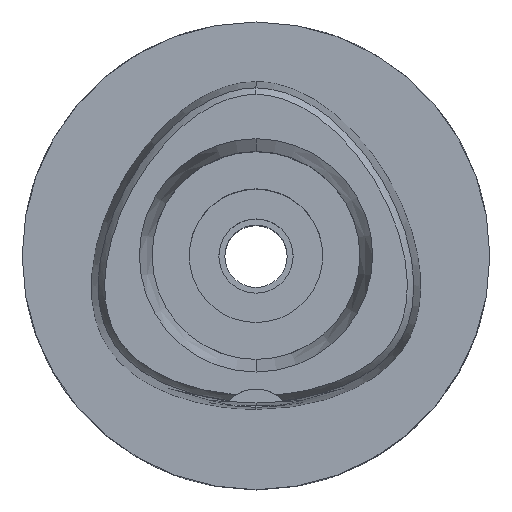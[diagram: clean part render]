
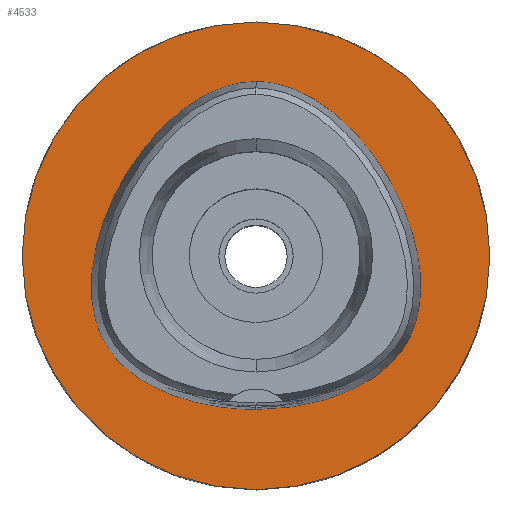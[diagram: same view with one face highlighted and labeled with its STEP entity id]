
A CAD part, top view. The second image highlights one B-rep face of the part: STEP entity #4533.
In plain terms, the highlighted planar face has unit normal (0, 0, 1).
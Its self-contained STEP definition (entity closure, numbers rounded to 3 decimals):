
#24 = CARTESIAN_POINT ( 'NONE',  ( -19.649, -12.825, 0. ) ) ;
#204 = CARTESIAN_POINT ( 'NONE',  ( 0., 31.5, 0. ) ) ;
#313 = VERTEX_POINT ( 'NONE', #2737 ) ;
#344 = DIRECTION ( 'NONE',  ( 0., 0., -1. ) ) ;
#391 = CARTESIAN_POINT ( 'NONE',  ( -6.341, -20.298, 0. ) ) ;
#399 = CARTESIAN_POINT ( 'NONE',  ( 20.749, 4.657, 0. ) ) ;
#425 = CARTESIAN_POINT ( 'NONE',  ( -18.068, 10.432, 0. ) ) ;
#436 = VERTEX_POINT ( 'NONE', #4111 ) ;
#451 = CARTESIAN_POINT ( 'NONE',  ( -21.555, -8.996, 0. ) ) ;
#457 = CARTESIAN_POINT ( 'NONE',  ( 0.855, 23.475, 0. ) ) ;
#734 = CARTESIAN_POINT ( 'NONE',  ( 0., 23.475, 0. ) ) ;
#754 = DIRECTION ( 'NONE',  ( 0., 0., -1. ) ) ;
#783 = DIRECTION ( 'NONE',  ( 0., -1., 0. ) ) ;
#840 = VERTEX_POINT ( 'NONE', #734 ) ;
#881 = CARTESIAN_POINT ( 'NONE',  ( 20.932, -10.604, 0. ) ) ;
#900 = CARTESIAN_POINT ( 'NONE',  ( -22.057, -6.848, 0. ) ) ;
#1023 = AXIS2_PLACEMENT_3D ( 'NONE', #3131, #2728, #3993 ) ;
#1120 = VERTEX_POINT ( 'NONE', #204 ) ;
#1140 = CARTESIAN_POINT ( 'NONE',  ( 0., 0., 0. ) ) ;
#1222 = CARTESIAN_POINT ( 'NONE',  ( 0., -20.675, 0. ) ) ;
#1241 = CARTESIAN_POINT ( 'NONE',  ( -18.568, -14.169, 0. ) ) ;
#1334 = CARTESIAN_POINT ( 'NONE',  ( 22.057, -6.848, 0. ) ) ;
#1721 = CARTESIAN_POINT ( 'NONE',  ( 0., -20.675, 0. ) ) ;
#1746 = CARTESIAN_POINT ( 'NONE',  ( -11.233, -18.893, 0. ) ) ;
#1768 = EDGE_LOOP ( 'NONE', ( #3064, #4213 ) ) ;
#2081 = CARTESIAN_POINT ( 'NONE',  ( 0., 23.475, 0. ) ) ;
#2089 = CARTESIAN_POINT ( 'NONE',  ( 2.114, -20.675, 0. ) ) ;
#2119 = CARTESIAN_POINT ( 'NONE',  ( 20.35, -11.749, 0. ) ) ;
#2140 = CARTESIAN_POINT ( 'NONE',  ( -22.245, -4.1, 0. ) ) ;
#2174 = CARTESIAN_POINT ( 'NONE',  ( 11.233, -18.893, 0. ) ) ;
#2201 = ORIENTED_EDGE ( 'NONE', *, *, #3624, .F. ) ;
#2476 = FACE_BOUND ( 'NONE', #3955, .T. ) ;
#2548 = CARTESIAN_POINT ( 'NONE',  ( 6.341, -20.298, 0. ) ) ;
#2572 = CARTESIAN_POINT ( 'NONE',  ( -14.673, -17.214, 0. ) ) ;
#2728 = DIRECTION ( 'NONE',  ( 0., 0., -1. ) ) ;
#2729 = CIRCLE ( 'NONE', #1023, 31.5 ) ;
#2737 = CARTESIAN_POINT ( 'NONE',  ( 0., -31.5, 0. ) ) ;
#2828 = DIRECTION ( 'NONE',  ( 0., -1., 0. ) ) ;
#2956 = CARTESIAN_POINT ( 'NONE',  ( -20.749, 4.657, 0. ) ) ;
#2960 = B_SPLINE_CURVE_WITH_KNOTS ( 'NONE', 3,
 ( #1222, #2089, #2548, #2174, #3771, #5189, #3439, #4704, #2119, #881, #3801, #1334, #3023, #4309, #399, #2962, #5521, #3834, #3049, #3386, #4736, #457, #4678 ),
 .UNSPECIFIED., .F., .F.,
 ( 4, 1, 1, 1, 1, 1, 1, 1, 1, 1, 1, 1, 1, 1, 1, 1, 1, 1, 1, 1, 4 ),
 ( 0., 0.083, 0.167, 0.208, 0.25, 0.292, 0.313, 0.333, 0.354, 0.375, 0.417, 0.458, 0.5, 0.583, 0.667, 0.75, 0.833, 0.875, 0.917, 0.958, 1. ),
 .UNSPECIFIED. ) ;
#2962 = CARTESIAN_POINT ( 'NONE',  ( 18.068, 10.432, 0. ) ) ;
#3016 = CARTESIAN_POINT ( 'NONE',  ( -20.35, -11.749, 0. ) ) ;
#3023 = CARTESIAN_POINT ( 'NONE',  ( 22.245, -4.1, 0. ) ) ;
#3043 = CARTESIAN_POINT ( 'NONE',  ( -7.571, 21.315, 0. ) ) ;
#3049 = CARTESIAN_POINT ( 'NONE',  ( 7.571, 21.315, 0. ) ) ;
#3064 = ORIENTED_EDGE ( 'NONE', *, *, #3740, .F. ) ;
#3131 = CARTESIAN_POINT ( 'NONE',  ( 0., 0., 0. ) ) ;
#3213 = B_SPLINE_CURVE_WITH_KNOTS ( 'NONE', 3,
 ( #2081, #3550, #3911, #4647, #3043, #3462, #4216, #425, #2956, #3406, #2140, #900, #451, #5150, #3016, #24, #1241, #3852, #2572, #1746, #391, #5094, #1721 ),
 .UNSPECIFIED., .F., .F.,
 ( 4, 1, 1, 1, 1, 1, 1, 1, 1, 1, 1, 1, 1, 1, 1, 1, 1, 1, 1, 1, 4 ),
 ( 0., 0.042, 0.083, 0.125, 0.167, 0.25, 0.333, 0.417, 0.5, 0.542, 0.583, 0.625, 0.646, 0.667, 0.688, 0.708, 0.75, 0.792, 0.833, 0.917, 1. ),
 .UNSPECIFIED. ) ;
#3386 = CARTESIAN_POINT ( 'NONE',  ( 5.098, 22.526, 0. ) ) ;
#3406 = CARTESIAN_POINT ( 'NONE',  ( -21.978, -0.281, 0. ) ) ;
#3439 = CARTESIAN_POINT ( 'NONE',  ( 18.568, -14.169, 0. ) ) ;
#3462 = CARTESIAN_POINT ( 'NONE',  ( -10.746, 19.174, 0. ) ) ;
#3550 = CARTESIAN_POINT ( 'NONE',  ( -0.855, 23.475, 0. ) ) ;
#3624 = EDGE_CURVE ( 'NONE', #436, #840, #2960, .T. ) ;
#3713 = ORIENTED_EDGE ( 'NONE', *, *, #5308, .F. ) ;
#3740 = EDGE_CURVE ( 'NONE', #1120, #313, #2729, .T. ) ;
#3771 = CARTESIAN_POINT ( 'NONE',  ( 14.673, -17.214, 0. ) ) ;
#3801 = CARTESIAN_POINT ( 'NONE',  ( 21.555, -8.996, 0. ) ) ;
#3812 = AXIS2_PLACEMENT_3D ( 'NONE', #4179, #754, #783 ) ;
#3834 = CARTESIAN_POINT ( 'NONE',  ( 10.746, 19.174, 0. ) ) ;
#3852 = CARTESIAN_POINT ( 'NONE',  ( -16.959, -15.678, 0. ) ) ;
#3911 = CARTESIAN_POINT ( 'NONE',  ( -2.565, 23.293, 0. ) ) ;
#3955 = EDGE_LOOP ( 'NONE', ( #3713, #2201 ) ) ;
#3993 = DIRECTION ( 'NONE',  ( 0., 1., 0. ) ) ;
#4111 = CARTESIAN_POINT ( 'NONE',  ( 0., -20.675, 0. ) ) ;
#4178 = CIRCLE ( 'NONE', #4536, 31.5 ) ;
#4179 = CARTESIAN_POINT ( 'NONE',  ( 0., 0., 0. ) ) ;
#4213 = ORIENTED_EDGE ( 'NONE', *, *, #4837, .F. ) ;
#4216 = CARTESIAN_POINT ( 'NONE',  ( -14.408, 15.641, 0. ) ) ;
#4309 = CARTESIAN_POINT ( 'NONE',  ( 21.978, -0.281, 0. ) ) ;
#4533 = ADVANCED_FACE ( 'NONE', ( #5359, #2476 ), #5450, .F. ) ;
#4536 = AXIS2_PLACEMENT_3D ( 'NONE', #1140, #344, #2828 ) ;
#4647 = CARTESIAN_POINT ( 'NONE',  ( -5.098, 22.526, 0. ) ) ;
#4678 = CARTESIAN_POINT ( 'NONE',  ( 0., 23.475, 0. ) ) ;
#4704 = CARTESIAN_POINT ( 'NONE',  ( 19.649, -12.825, 0. ) ) ;
#4736 = CARTESIAN_POINT ( 'NONE',  ( 2.565, 23.293, 0. ) ) ;
#4837 = EDGE_CURVE ( 'NONE', #313, #1120, #4178, .T. ) ;
#5094 = CARTESIAN_POINT ( 'NONE',  ( -2.114, -20.675, 0. ) ) ;
#5150 = CARTESIAN_POINT ( 'NONE',  ( -20.932, -10.604, 0. ) ) ;
#5189 = CARTESIAN_POINT ( 'NONE',  ( 16.959, -15.678, 0. ) ) ;
#5308 = EDGE_CURVE ( 'NONE', #840, #436, #3213, .T. ) ;
#5359 = FACE_OUTER_BOUND ( 'NONE', #1768, .T. ) ;
#5450 = PLANE ( 'NONE',  #3812 ) ;
#5521 = CARTESIAN_POINT ( 'NONE',  ( 14.408, 15.641, 0. ) ) ;
